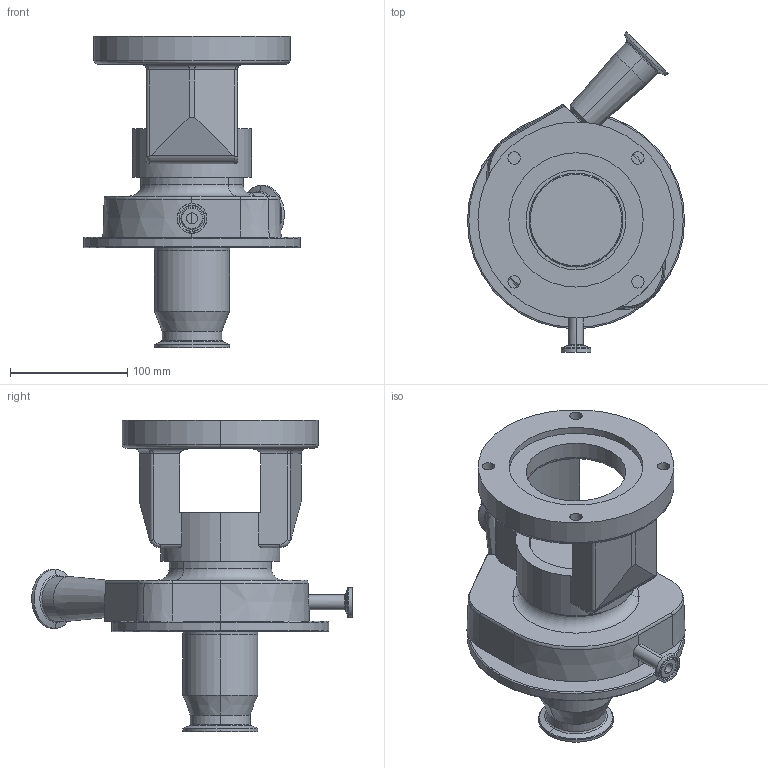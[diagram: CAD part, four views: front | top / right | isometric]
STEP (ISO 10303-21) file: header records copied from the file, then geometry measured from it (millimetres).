
FILE_DESCRIPTION (( 'STEP AP214' ), '1' );
FILE_NAME ('FPR 711-712 56-140TC 45L 1-2 IN STR DRAIN.STEP', '2023-01-06T20:20:06', ( '' ), ( '' ), 'SwSTEP 2.0', 'SolidWorks 2021', '' );
FILE_SCHEMA (( 'AUTOMOTIVE_DESIGN' ));
Length unit declared in the file: millimetre
Products named in the file (1): FPR 711-712 56-140TC 45L 1-2 IN STR DRAIN
Bounding box: 185 x 273.15 x 265.1 mm (x, y, z)
Volume: 1709572.3 mm3; surface area: 298579.9 mm2
Topology: 1 solids, 3 shells, 281 faces, 635 edges, 368 vertices
Faces by surface type: cylinder 88, torus 75, cone 58, plane 52, bspline 6, sphere 2
Entity records: 8443 total; most frequent: CARTESIAN_POINT 2063, DIRECTION 1473, ORIENTED_EDGE 1250, AXIS2_PLACEMENT_3D 633, EDGE_CURVE 625, VERTEX_POINT 367, CIRCLE 357, EDGE_LOOP 312
